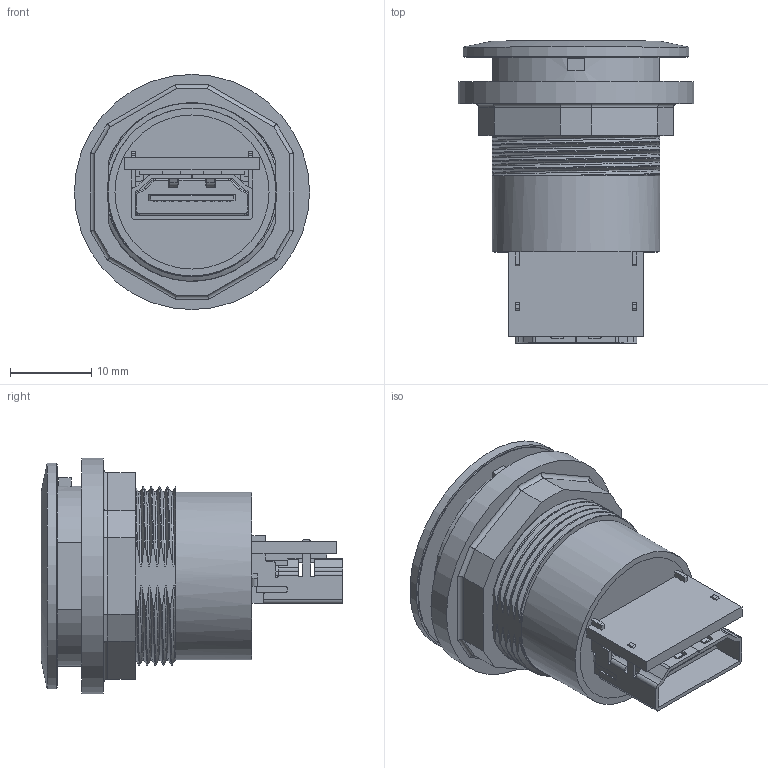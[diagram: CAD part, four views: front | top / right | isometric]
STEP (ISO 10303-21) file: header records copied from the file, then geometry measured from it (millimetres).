
FILE_DESCRIPTION(/* description */ (''),/* implementation_level */ '2;1');
FILE_NAME(/* name */ 'RRJVA_HDMI_STB_vereinfacht.stp',/* time_stamp */ '2024-07-01T11:22:38+02:00',/* author */ ('Sz'),/* organization */ (''),/* preprocessor_version */ 'ST-DEVELOPER v19.2',/* originating_system */ 'Autodesk Inventor 2023',/* authorisation */ '');
FILE_SCHEMA (('AUTOMOTIVE_DESIGN { 1 0 10303 214 3 1 1 }'));
Products named in the file (1): Bauteil2720
Bounding box: 29 x 37.23 x 29 mm (x, y, z)
Volume: 11198.7 mm3; surface area: 11163.3 mm2
Topology: 4 solids, 4 shells, 2368 faces, 6828 edges, 4371 vertices
Faces by surface type: plane 1504, cylinder 690, bspline 149, torus 21, cone 4
Full cylindrical faces by diameter (mm): 19 x2, 20.05 x2, 20.7 x1, 20.917 x1, 22 x1, 22.6 x1, 25.35 x1, 27.3 x2, 27.4 x1, 27.9 x1, 29 x1
Entity records: 92736 total; most frequent: CARTESIAN_POINT 28107, ORIENTED_EDGE 13656, DIRECTION 12136, EDGE_CURVE 6828, LINE 5094, VECTOR 5094, VERTEX_POINT 4371, AXIS2_PLACEMENT_3D 3521
